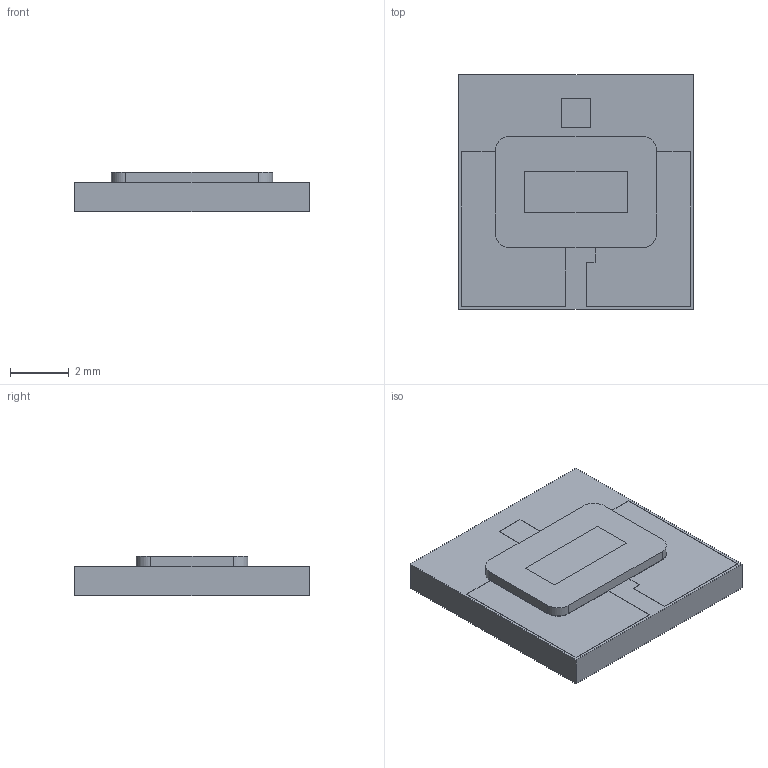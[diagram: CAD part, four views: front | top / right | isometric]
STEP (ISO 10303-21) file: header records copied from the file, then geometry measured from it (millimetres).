
FILE_DESCRIPTION (( 'STEP AP203' ), '1' );
FILE_NAME ('Assem1.STEP', '2019-11-29T02:27:01', ( '' ), ( '' ), 'SwSTEP 2.0', 'SolidWorks 2016', '' );
FILE_SCHEMA (( 'CONFIG_CONTROL_DESIGN' ));
Length unit declared in the file: millimetre
Products named in the file (5): Part3; Part4; Assem1; Part1; Part2
Assembly tree (4 placements, depth 2):
  Assem1
    Part1
    Part2
    Part3
    Part4
Bounding box: 8 x 8 x 1.35 mm (x, y, z)
Volume: 71.4 mm3; surface area: 264 mm2
Topology: 6 solids, 6 shells, 53 faces, 120 edges, 80 vertices
Faces by surface type: plane 47, cylinder 6
Entity records: 1985 total; most frequent: CARTESIAN_POINT 260, DIRECTION 252, ORIENTED_EDGE 240, EDGE_CURVE 120, LINE 108, VECTOR 108, VERTEX_POINT 80, AXIS2_PLACEMENT_3D 72
